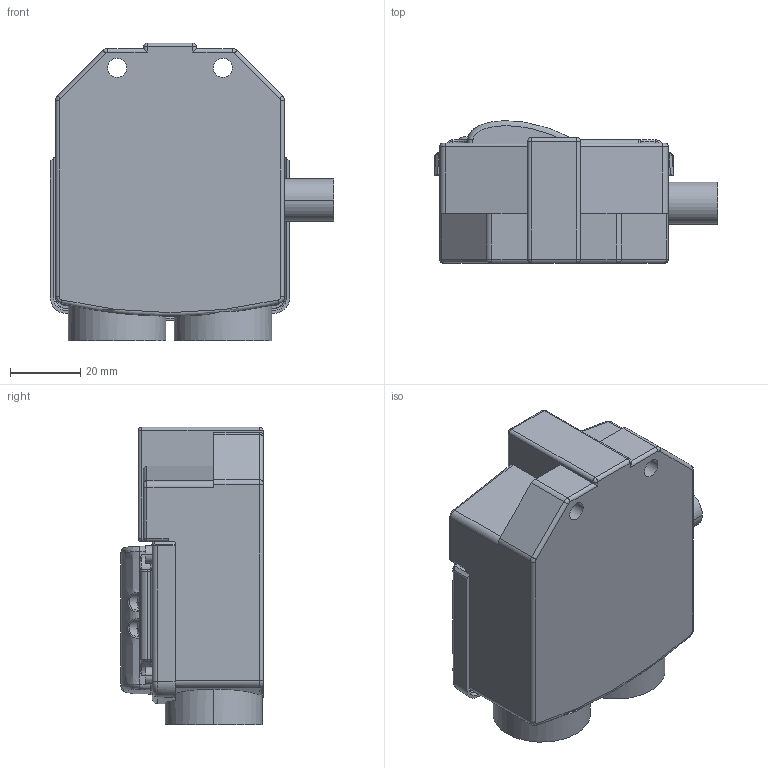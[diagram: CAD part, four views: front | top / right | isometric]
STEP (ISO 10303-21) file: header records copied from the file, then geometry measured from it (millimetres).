
FILE_DESCRIPTION((''),'2;1');
FILE_NAME('DM_CAD-1687C_F31K_SW0001','2021-02-26T09:32:45',('creinig-se'),(''),'CREO PARAMETRIC BY PTC INC, 2019292','CREO PARAMETRIC BY PTC INC, 2019292','');
FILE_SCHEMA(('CONFIG_CONTROL_DESIGN','SHAPE_APPEARANCE_LAYERS_GROUPS'));
Length unit declared in the file: millimetre
Products named in the file (1): DM_CAD-1687C_F31K_SW0001
Bounding box: 80.5 x 40.39 x 84.5 mm (x, y, z)
Volume: 169213.2 mm3; surface area: 23352.9 mm2
Topology: 1 solids, 1 shells, 330 faces, 959 edges, 741 vertices
Faces by surface type: cylinder 120, plane 109, bspline 40, torus 23, cone 21, sphere 12, extrusion 5
Entity records: 16449 total; most frequent: CARTESIAN_POINT 5671, ORIENTED_EDGE 1672, DIRECTION 1661, EDGE_CURVE 836, AXIS2_PLACEMENT_3D 598, VERTEX_POINT 511, VECTOR 465, LINE 460
